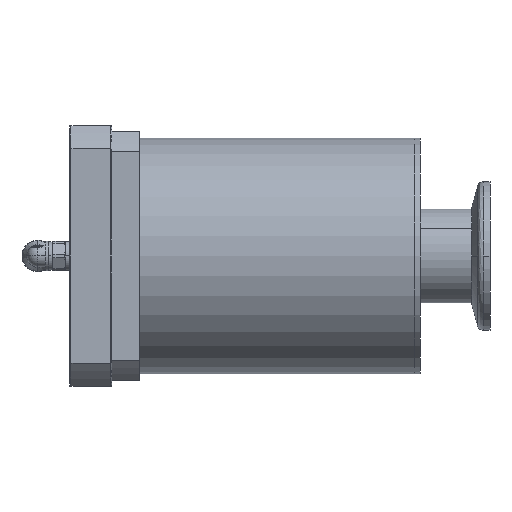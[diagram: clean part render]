
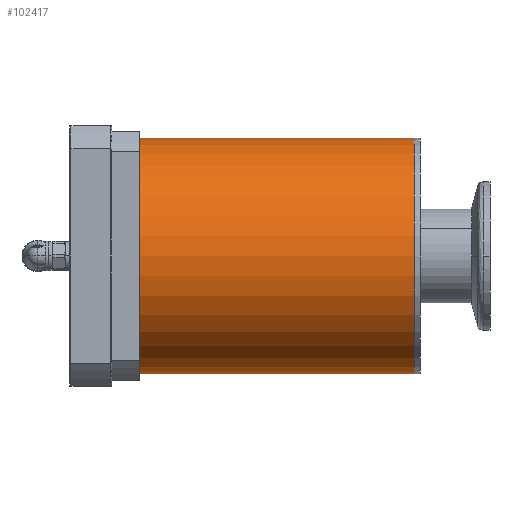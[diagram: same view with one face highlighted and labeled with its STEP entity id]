
A CAD part, left-side view. The second image highlights one B-rep face of the part: STEP entity #102417.
In plain terms, the highlighted cylindrical face has radius 31.75 mm (diameter 63.5 mm), a partial arc.
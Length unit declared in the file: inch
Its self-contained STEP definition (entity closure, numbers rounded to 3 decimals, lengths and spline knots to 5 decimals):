
#5055 = EDGE_CURVE ( 'NONE', #58864, #105226, #31235, .T. ) ;
#7500 = CARTESIAN_POINT ( 'NONE',  ( 0., 0.06, 0. ) ) ;
#9568 = AXIS2_PLACEMENT_3D ( 'NONE', #23513, #47467, #32436 ) ;
#12461 = EDGE_CURVE ( 'NONE', #58864, #66816, #100358, .T. ) ;
#12468 = VECTOR ( 'NONE', #88375, 39.37008 ) ;
#16107 = ORIENTED_EDGE ( 'NONE', *, *, #30570, .F. ) ;
#17361 = EDGE_LOOP ( 'NONE', ( #16107, #76428, #35448, #48682 ) ) ;
#17880 = VERTEX_POINT ( 'NONE', #40394 ) ;
#18561 = VECTOR ( 'NONE', #21319, 39.37008 ) ;
#21319 = DIRECTION ( 'NONE',  ( 0., -1., 0. ) ) ;
#23513 = CARTESIAN_POINT ( 'NONE',  ( 0., -2.915, 0. ) ) ;
#25680 = EDGE_CURVE ( 'NONE', #105226, #17880, #45350, .T. ) ;
#30570 = EDGE_CURVE ( 'NONE', #66816, #17880, #69273, .T. ) ;
#31235 = LINE ( 'NONE', #102257, #12468 ) ;
#31719 = CARTESIAN_POINT ( 'NONE',  ( 0., 0.06, -1.25 ) ) ;
#32436 = DIRECTION ( 'NONE',  ( 0., 0., 1. ) ) ;
#33069 = AXIS2_PLACEMENT_3D ( 'NONE', #68610, #76110, #100655 ) ;
#34473 = CYLINDRICAL_SURFACE ( 'NONE', #33069, 1.25 ) ;
#35448 = ORIENTED_EDGE ( 'NONE', *, *, #5055, .T. ) ;
#40394 = CARTESIAN_POINT ( 'NONE',  ( 0., -2.915, 1.25 ) ) ;
#41461 = FACE_OUTER_BOUND ( 'NONE', #17361, .T. ) ;
#45350 = CIRCLE ( 'NONE', #9568, 1.25 ) ;
#47467 = DIRECTION ( 'NONE',  ( 0., 1., 0. ) ) ;
#47510 = DIRECTION ( 'NONE',  ( 0., 0., 1. ) ) ;
#48060 = CARTESIAN_POINT ( 'NONE',  ( 0., 0.06, 1.25 ) ) ;
#48682 = ORIENTED_EDGE ( 'NONE', *, *, #25680, .T. ) ;
#58864 = VERTEX_POINT ( 'NONE', #31719 ) ;
#66816 = VERTEX_POINT ( 'NONE', #48060 ) ;
#68610 = CARTESIAN_POINT ( 'NONE',  ( 0., 0.06, 0. ) ) ;
#69273 = LINE ( 'NONE', #85304, #18561 ) ;
#76110 = DIRECTION ( 'NONE',  ( 0., -1., 0. ) ) ;
#76428 = ORIENTED_EDGE ( 'NONE', *, *, #12461, .F. ) ;
#85304 = CARTESIAN_POINT ( 'NONE',  ( 0., 0.06, 1.25 ) ) ;
#86732 = AXIS2_PLACEMENT_3D ( 'NONE', #7500, #104045, #47510 ) ;
#88375 = DIRECTION ( 'NONE',  ( 0., -1., 0. ) ) ;
#94203 = CARTESIAN_POINT ( 'NONE',  ( 0., -2.915, -1.25 ) ) ;
#100358 = CIRCLE ( 'NONE', #86732, 1.25 ) ;
#100655 = DIRECTION ( 'NONE',  ( 0., 0., -1. ) ) ;
#102257 = CARTESIAN_POINT ( 'NONE',  ( 0., 0.06, -1.25 ) ) ;
#102417 = ADVANCED_FACE ( 'NONE', ( #41461 ), #34473, .T. ) ;
#104045 = DIRECTION ( 'NONE',  ( 0., 1., 0. ) ) ;
#105226 = VERTEX_POINT ( 'NONE', #94203 ) ;
